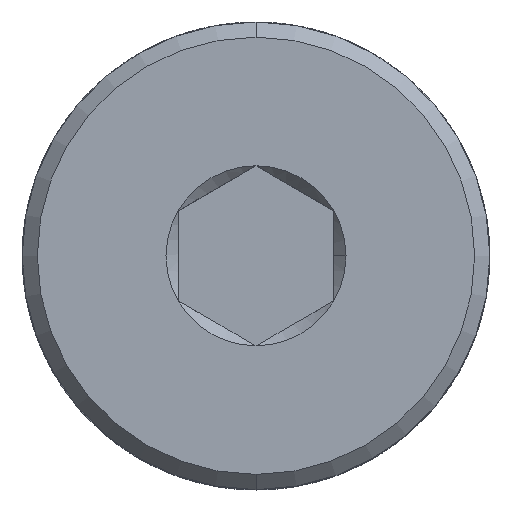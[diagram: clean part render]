
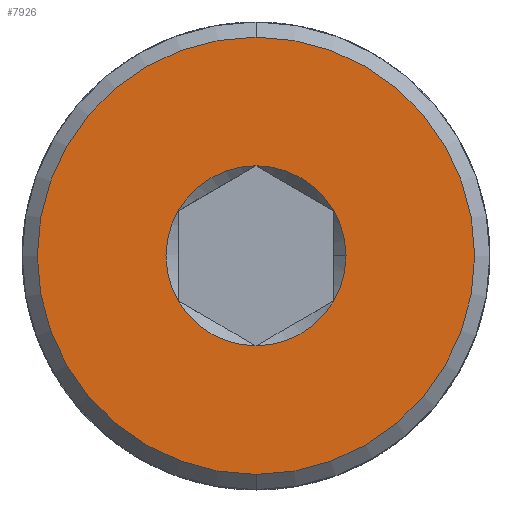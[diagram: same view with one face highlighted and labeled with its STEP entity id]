
A CAD part, top view. The second image highlights one B-rep face of the part: STEP entity #7926.
In plain terms, the highlighted planar face has unit normal (0, 0, 1).
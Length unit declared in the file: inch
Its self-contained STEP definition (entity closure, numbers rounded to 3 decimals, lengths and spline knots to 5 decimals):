
#166 = CARTESIAN_POINT ( 'NONE',  ( -0.09375, -0.05413, 0. ) ) ;
#455 = DIRECTION ( 'NONE',  ( 0., -1., 0. ) ) ;
#474 = DIRECTION ( 'NONE',  ( 1., 0., 0. ) ) ;
#578 = DIRECTION ( 'NONE',  ( 0., 0., 1. ) ) ;
#631 = DIRECTION ( 'NONE',  ( 0., 0., 1. ) ) ;
#637 = CARTESIAN_POINT ( 'NONE',  ( 0., 0., 0. ) ) ;
#1115 = VERTEX_POINT ( 'NONE', #2245 ) ;
#1667 = EDGE_LOOP ( 'NONE', ( #4845, #8012 ) ) ;
#1883 = AXIS2_PLACEMENT_3D ( 'NONE', #637, #578, #474 ) ;
#1934 = AXIS2_PLACEMENT_3D ( 'NONE', #8865, #8856, #8818 ) ;
#2220 = EDGE_CURVE ( 'NONE', #12138, #1115, #8779, .T. ) ;
#2245 = CARTESIAN_POINT ( 'NONE',  ( 0.10825, 0., 0. ) ) ;
#2503 = PLANE ( 'NONE',  #12773 ) ;
#2558 = AXIS2_PLACEMENT_3D ( 'NONE', #3934, #11438, #5123 ) ;
#2568 = CARTESIAN_POINT ( 'NONE',  ( 0.09375, -0.05413, 0. ) ) ;
#2775 = AXIS2_PLACEMENT_3D ( 'NONE', #8688, #8607, #8540 ) ;
#2888 = ORIENTED_EDGE ( 'NONE', *, *, #10862, .F. ) ;
#3390 = EDGE_CURVE ( 'NONE', #7937, #5508, #13831, .T. ) ;
#3556 = CARTESIAN_POINT ( 'NONE',  ( 0., 0., 0. ) ) ;
#3728 = CIRCLE ( 'NONE', #2558, 0.10825 ) ;
#3730 = AXIS2_PLACEMENT_3D ( 'NONE', #4357, #4276, #4262 ) ;
#3934 = CARTESIAN_POINT ( 'NONE',  ( 0., 0., 0. ) ) ;
#4262 = DIRECTION ( 'NONE',  ( 1., 0., 0. ) ) ;
#4276 = DIRECTION ( 'NONE',  ( 0., 0., 1. ) ) ;
#4330 = VERTEX_POINT ( 'NONE', #6198 ) ;
#4357 = CARTESIAN_POINT ( 'NONE',  ( 0., 0., 0. ) ) ;
#4697 = VERTEX_POINT ( 'NONE', #7821 ) ;
#4735 = VERTEX_POINT ( 'NONE', #8149 ) ;
#4767 = DIRECTION ( 'NONE',  ( 1., 0., 0. ) ) ;
#4829 = AXIS2_PLACEMENT_3D ( 'NONE', #3556, #11167, #4767 ) ;
#4845 = ORIENTED_EDGE ( 'NONE', *, *, #5793, .T. ) ;
#5008 = ORIENTED_EDGE ( 'NONE', *, *, #2220, .F. ) ;
#5123 = DIRECTION ( 'NONE',  ( 1., 0., 0. ) ) ;
#5346 = CARTESIAN_POINT ( 'NONE',  ( 0., 0., 0. ) ) ;
#5508 = VERTEX_POINT ( 'NONE', #7232 ) ;
#5580 = CARTESIAN_POINT ( 'NONE',  ( 0., 0., 0. ) ) ;
#5780 = AXIS2_PLACEMENT_3D ( 'NONE', #5346, #631, #455 ) ;
#5793 = EDGE_CURVE ( 'NONE', #4697, #8752, #7780, .T. ) ;
#5811 = EDGE_CURVE ( 'NONE', #4330, #10858, #9900, .T. ) ;
#6024 = DIRECTION ( 'NONE',  ( 1., 0., 0. ) ) ;
#6073 = DIRECTION ( 'NONE',  ( 0., 0., 1. ) ) ;
#6152 = CARTESIAN_POINT ( 'NONE',  ( 0., 0., 0. ) ) ;
#6153 = ORIENTED_EDGE ( 'NONE', *, *, #5811, .F. ) ;
#6198 = CARTESIAN_POINT ( 'NONE',  ( -0.09375, 0.05413, 0. ) ) ;
#6670 = ORIENTED_EDGE ( 'NONE', *, *, #7074, .F. ) ;
#7074 = EDGE_CURVE ( 'NONE', #1115, #7937, #13407, .T. ) ;
#7232 = CARTESIAN_POINT ( 'NONE',  ( 0., 0.10825, 0. ) ) ;
#7442 = CARTESIAN_POINT ( 'NONE',  ( 0., -0.26297, 0. ) ) ;
#7780 = CIRCLE ( 'NONE', #1934, 0.26297 ) ;
#7821 = CARTESIAN_POINT ( 'NONE',  ( 0., 0.26297, 0. ) ) ;
#7894 = FACE_BOUND ( 'NONE', #13757, .T. ) ;
#7926 = ADVANCED_FACE ( 'NONE', ( #7894, #12520 ), #2503, .T. ) ;
#7937 = VERTEX_POINT ( 'NONE', #11239 ) ;
#8012 = ORIENTED_EDGE ( 'NONE', *, *, #9211, .T. ) ;
#8109 = ORIENTED_EDGE ( 'NONE', *, *, #12194, .F. ) ;
#8149 = CARTESIAN_POINT ( 'NONE',  ( 0., -0.10825, 0. ) ) ;
#8540 = DIRECTION ( 'NONE',  ( 1., 0., 0. ) ) ;
#8583 = ORIENTED_EDGE ( 'NONE', *, *, #3390, .F. ) ;
#8607 = DIRECTION ( 'NONE',  ( 0., 0., 1. ) ) ;
#8688 = CARTESIAN_POINT ( 'NONE',  ( 0., 0., 0. ) ) ;
#8752 = VERTEX_POINT ( 'NONE', #7442 ) ;
#8776 = EDGE_CURVE ( 'NONE', #5508, #4330, #10150, .T. ) ;
#8779 = CIRCLE ( 'NONE', #1883, 0.10825 ) ;
#8818 = DIRECTION ( 'NONE',  ( 0., -1., 0. ) ) ;
#8856 = DIRECTION ( 'NONE',  ( 0., 0., 1. ) ) ;
#8865 = CARTESIAN_POINT ( 'NONE',  ( 0., 0., 0. ) ) ;
#9207 = AXIS2_PLACEMENT_3D ( 'NONE', #9578, #9629, #9606 ) ;
#9211 = EDGE_CURVE ( 'NONE', #8752, #4697, #13503, .T. ) ;
#9578 = CARTESIAN_POINT ( 'NONE',  ( 0., 0., 0. ) ) ;
#9606 = DIRECTION ( 'NONE',  ( 1., 0., 0. ) ) ;
#9629 = DIRECTION ( 'NONE',  ( 0., 0., 1. ) ) ;
#9900 = CIRCLE ( 'NONE', #2775, 0.10825 ) ;
#10150 = CIRCLE ( 'NONE', #13681, 0.10825 ) ;
#10858 = VERTEX_POINT ( 'NONE', #166 ) ;
#10862 = EDGE_CURVE ( 'NONE', #4735, #12138, #3728, .T. ) ;
#11167 = DIRECTION ( 'NONE',  ( 0., 0., 1. ) ) ;
#11239 = CARTESIAN_POINT ( 'NONE',  ( 0.09375, 0.05413, 0. ) ) ;
#11438 = DIRECTION ( 'NONE',  ( 0., 0., 1. ) ) ;
#12138 = VERTEX_POINT ( 'NONE', #2568 ) ;
#12154 = DIRECTION ( 'NONE',  ( 0., -1., 0. ) ) ;
#12194 = EDGE_CURVE ( 'NONE', #10858, #4735, #12787, .T. ) ;
#12236 = DIRECTION ( 'NONE',  ( 0., 0., 1. ) ) ;
#12520 = FACE_OUTER_BOUND ( 'NONE', #1667, .T. ) ;
#12773 = AXIS2_PLACEMENT_3D ( 'NONE', #5580, #12236, #12154 ) ;
#12787 = CIRCLE ( 'NONE', #4829, 0.10825 ) ;
#13025 = ORIENTED_EDGE ( 'NONE', *, *, #8776, .F. ) ;
#13407 = CIRCLE ( 'NONE', #3730, 0.10825 ) ;
#13503 = CIRCLE ( 'NONE', #5780, 0.26297 ) ;
#13681 = AXIS2_PLACEMENT_3D ( 'NONE', #6152, #6073, #6024 ) ;
#13757 = EDGE_LOOP ( 'NONE', ( #2888, #8109, #6153, #13025, #8583, #6670, #5008 ) ) ;
#13831 = CIRCLE ( 'NONE', #9207, 0.10825 ) ;
